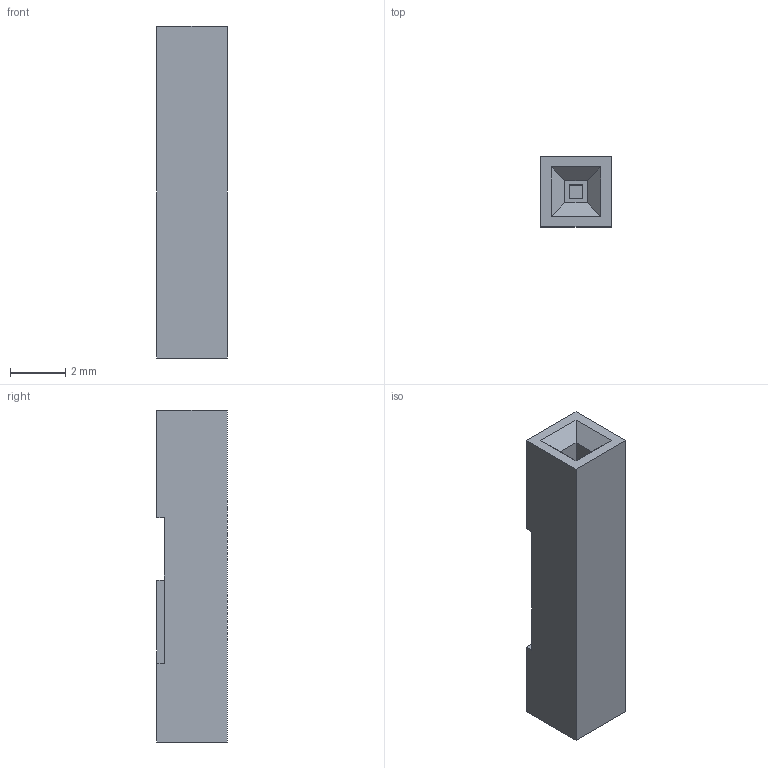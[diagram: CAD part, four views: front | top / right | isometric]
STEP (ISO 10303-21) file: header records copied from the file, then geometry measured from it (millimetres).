
FILE_DESCRIPTION(('FreeCAD Model'),'2;1');
FILE_NAME('dupont-2_54mm-female-conn-1x1.step', '2016-05-01T11:55:51',('Author'),(''), 'Open CASCADE STEP processor 6.8','FreeCAD','Unknown');
FILE_SCHEMA(('AUTOMOTIVE_DESIGN_CC2 { 1 2 10303 214 -1 1 5 4 }'));
Length unit declared in the file: millimetre
Products named in the file (3): ASSEMBLY; Case; Pins
Assembly tree (2 placements, depth 2):
  ASSEMBLY
    Case
    Pins
Bounding box: 2.54 x 2.54 x 12 mm (x, y, z)
Volume: 61.9 mm3; surface area: 288 mm2
Topology: 2 solids, 2 shells, 49 faces, 124 edges, 80 vertices
Faces by surface type: plane 45, cylinder 4
Entity records: 3108 total; most frequent: CARTESIAN_POINT 560, DIRECTION 448, LINE 324, VECTOR 324, ORIENTED_EDGE 248, PCURVE 248, DEFINITIONAL_REPRESENTATION 248, EDGE_CURVE 124
